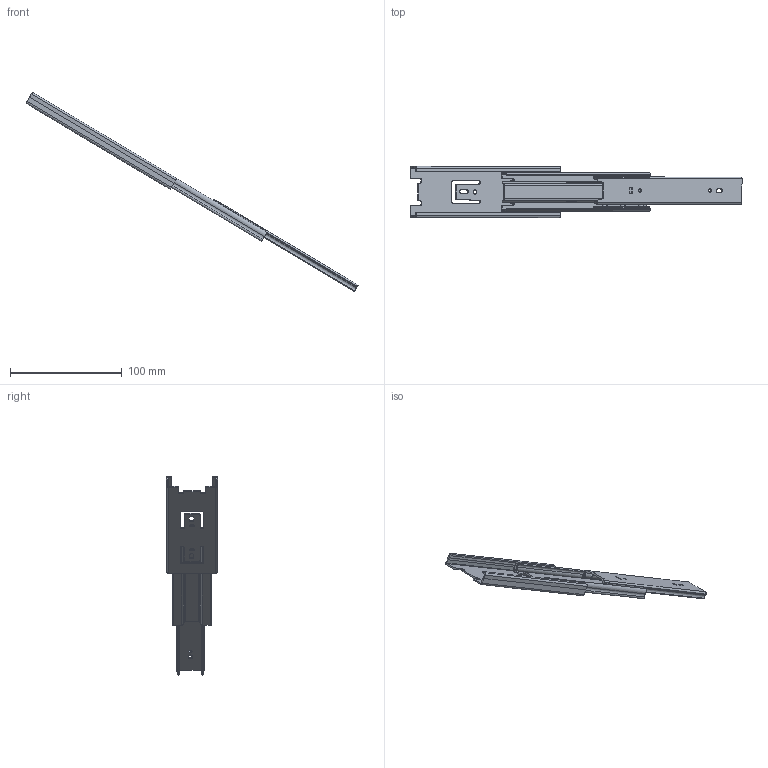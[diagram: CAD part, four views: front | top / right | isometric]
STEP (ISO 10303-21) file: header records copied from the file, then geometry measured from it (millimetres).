
FILE_DESCRIPTION (( 'STEP AP214' ), '1' );
FILE_NAME ('final asyy.STEP', '2017-05-30T13:39:04', ( '' ), ( '' ), 'SwSTEP 2.0', 'SolidWorks 2015', '' );
FILE_SCHEMA (( 'AUTOMOTIVE_DESIGN' ));
Length unit declared in the file: metre
Products named in the file (5): Body5_Bearing BM-T; Middle slider_Middle; final asyy; top slider; base slider final
Assembly tree (7 placements, depth 2):
  final asyy
    base slider final
    top slider
    Middle slider_Middle
    Body5_Bearing BM-T  x4
Bounding box: 296.63 x 45.64 x 177.99 mm (x, y, z)
Volume: 30343.8 mm3; surface area: 51981.6 mm2
Topology: 7 solids, 7 shells, 216 faces, 558 edges, 380 vertices
Faces by surface type: plane 105, cylinder 75, bspline 36
Entity records: 6193 total; most frequent: CARTESIAN_POINT 1437, DIRECTION 962, ORIENTED_EDGE 954, EDGE_CURVE 477, AXIS2_PLACEMENT_3D 325, VERTEX_POINT 320, VECTOR 312, LINE 312
